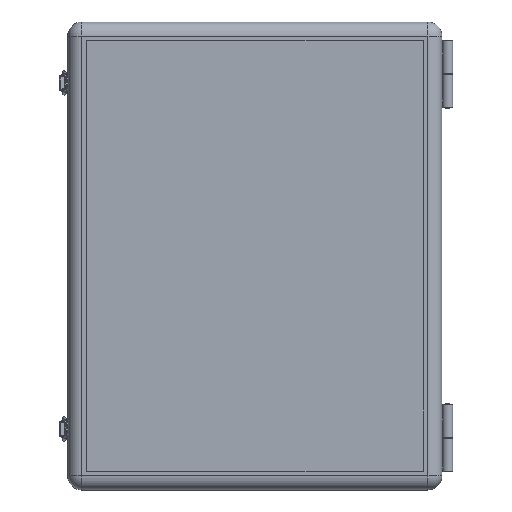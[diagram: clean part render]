
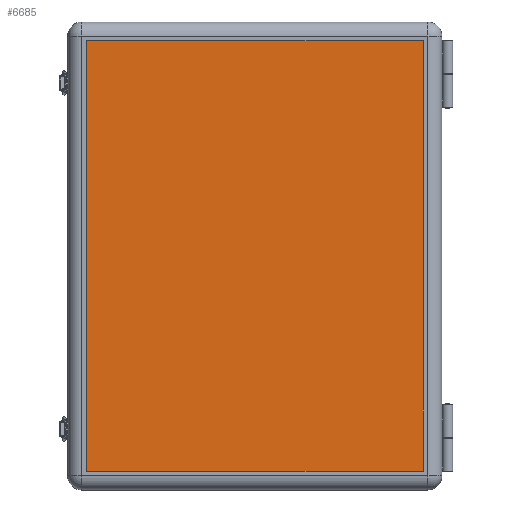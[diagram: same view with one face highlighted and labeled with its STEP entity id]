
A CAD part, top view. The second image highlights one B-rep face of the part: STEP entity #6685.
In plain terms, the highlighted face is planar.
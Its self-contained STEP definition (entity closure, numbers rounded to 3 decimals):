
#454 = VECTOR ( 'NONE', #69071, 1000. ) ;
#462 = VECTOR ( 'NONE', #69080, 1000. ) ;
#469 = VECTOR ( 'NONE', #69091, 1000. ) ;
#474 = VECTOR ( 'NONE', #69097, 1000. ) ;
#4358 = EDGE_CURVE ( 'NONE', #10840, #10775, #69061, .T. ) ;
#4364 = EDGE_CURVE ( 'NONE', #10775, #11023, #69077, .T. ) ;
#4372 = EDGE_CURVE ( 'NONE', #10403, #10840, #69078, .T. ) ;
#4377 = EDGE_CURVE ( 'NONE', #11023, #10403, #69095, .T. ) ;
#6685 = ADVANCED_FACE ( 'NONE', ( #71438 ), #71439, .F. ) ;
#10403 = VERTEX_POINT ( 'NONE', #24013 ) ;
#10775 = VERTEX_POINT ( 'NONE', #24281 ) ;
#10840 = VERTEX_POINT ( 'NONE', #24346 ) ;
#11023 = VERTEX_POINT ( 'NONE', #24529 ) ;
#16444 = EDGE_LOOP ( 'NONE', ( #65879, #65880, #65881, #65882 ) ) ;
#24013 = CARTESIAN_POINT ( 'NONE',  ( -180., -230., 0. ) ) ;
#24281 = CARTESIAN_POINT ( 'NONE',  ( 180., 230., 0. ) ) ;
#24346 = CARTESIAN_POINT ( 'NONE',  ( 180., -230., 0. ) ) ;
#24529 = CARTESIAN_POINT ( 'NONE',  ( -180., 230., 0. ) ) ;
#65879 = ORIENTED_EDGE ( 'NONE', *, *, #4358, .F. ) ;
#65880 = ORIENTED_EDGE ( 'NONE', *, *, #4372, .F. ) ;
#65881 = ORIENTED_EDGE ( 'NONE', *, *, #4377, .F. ) ;
#65882 = ORIENTED_EDGE ( 'NONE', *, *, #4364, .F. ) ;
#69061 = LINE ( 'NONE', #69069, #454 ) ;
#69069 = CARTESIAN_POINT ( 'NONE',  ( 180., -233.5, 0. ) ) ;
#69071 = DIRECTION ( 'NONE',  ( 0., 1., 0. ) ) ;
#69077 = LINE ( 'NONE', #69079, #462 ) ;
#69078 = LINE ( 'NONE', #69090, #469 ) ;
#69079 = CARTESIAN_POINT ( 'NONE',  ( -183.5, 230., 0. ) ) ;
#69080 = DIRECTION ( 'NONE',  ( -1., 0., 0. ) ) ;
#69090 = CARTESIAN_POINT ( 'NONE',  ( -183.5, -230., 0. ) ) ;
#69091 = DIRECTION ( 'NONE',  ( 1., 0., 0. ) ) ;
#69095 = LINE ( 'NONE', #69096, #474 ) ;
#69096 = CARTESIAN_POINT ( 'NONE',  ( -180., -233.5, 0. ) ) ;
#69097 = DIRECTION ( 'NONE',  ( 0., -1., 0. ) ) ;
#70252 = AXIS2_PLACEMENT_3D ( 'NONE', #71430, #71441, #71442 ) ;
#71430 = CARTESIAN_POINT ( 'NONE',  ( -183.5, -233.5, 0. ) ) ;
#71438 = FACE_OUTER_BOUND ( 'NONE', #16444, .T. ) ;
#71439 = PLANE ( 'NONE',  #70252 ) ;
#71441 = DIRECTION ( 'NONE',  ( 0., 0., 1. ) ) ;
#71442 = DIRECTION ( 'NONE',  ( 1., 0., 0. ) ) ;
